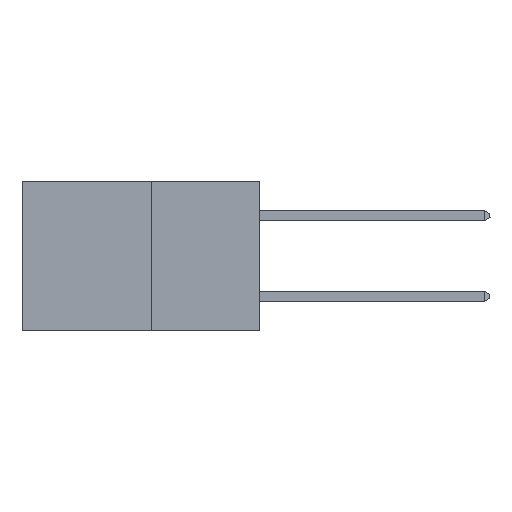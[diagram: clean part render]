
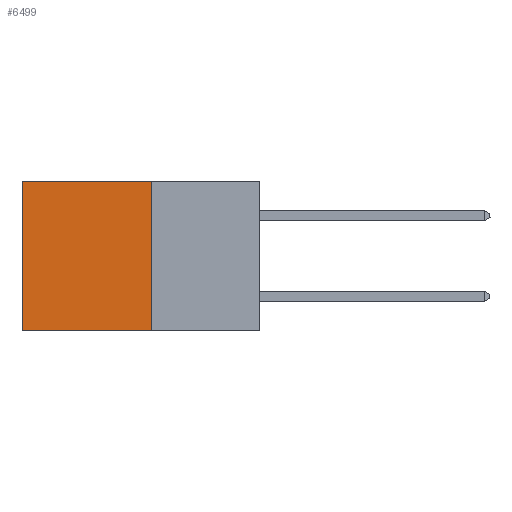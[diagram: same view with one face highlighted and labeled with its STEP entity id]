
A CAD part, left-side view. The second image highlights one B-rep face of the part: STEP entity #6499.
In plain terms, the highlighted planar face has unit normal (-1, 0, 0).
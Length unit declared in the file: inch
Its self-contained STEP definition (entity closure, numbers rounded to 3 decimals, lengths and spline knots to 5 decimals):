
#105 = LINE ( 'NONE', #20893, #14293 ) ;
#258 = CARTESIAN_POINT ( 'NONE',  ( 0.277, 0.27, -0.37 ) ) ;
#4491 = ORIENTED_EDGE ( 'NONE', *, *, #5756, .T. ) ;
#4839 = CARTESIAN_POINT ( 'NONE',  ( 0.277, 0.59, -0.37 ) ) ;
#5072 = VECTOR ( 'NONE', #16947, 39.37008 ) ;
#5176 = CARTESIAN_POINT ( 'NONE',  ( 0.277, 0.59, -0.37 ) ) ;
#5350 = FACE_OUTER_BOUND ( 'NONE', #7501, .T. ) ;
#5756 = EDGE_CURVE ( 'NONE', #7515, #18817, #10416, .T. ) ;
#6499 = ADVANCED_FACE ( 'NONE', ( #5350 ), #6992, .F. ) ;
#6790 = DIRECTION ( 'NONE',  ( 0., 0., -1. ) ) ;
#6992 = PLANE ( 'NONE',  #16236 ) ;
#7501 = EDGE_LOOP ( 'NONE', ( #4491, #13143, #23320, #19312 ) ) ;
#7515 = VERTEX_POINT ( 'NONE', #20797 ) ;
#9022 = DIRECTION ( 'NONE',  ( 0., 0., -1. ) ) ;
#9049 = VECTOR ( 'NONE', #16404, 39.37008 ) ;
#9464 = EDGE_CURVE ( 'NONE', #19180, #10849, #105, .T. ) ;
#10416 = LINE ( 'NONE', #4839, #5072 ) ;
#10849 = VERTEX_POINT ( 'NONE', #16221 ) ;
#10907 = EDGE_CURVE ( 'NONE', #10849, #18817, #15788, .T. ) ;
#13143 = ORIENTED_EDGE ( 'NONE', *, *, #10907, .F. ) ;
#14293 = VECTOR ( 'NONE', #6790, 39.37008 ) ;
#15018 = CARTESIAN_POINT ( 'NONE',  ( 0.277, 0.27, -0.37 ) ) ;
#15148 = VECTOR ( 'NONE', #18453, 39.37008 ) ;
#15788 = LINE ( 'NONE', #258, #15148 ) ;
#16221 = CARTESIAN_POINT ( 'NONE',  ( 0.277, 0.27, -0.37 ) ) ;
#16236 = AXIS2_PLACEMENT_3D ( 'NONE', #15018, #21089, #9022 ) ;
#16404 = DIRECTION ( 'NONE',  ( 0., 1., 0. ) ) ;
#16947 = DIRECTION ( 'NONE',  ( 0., 0., -1. ) ) ;
#18453 = DIRECTION ( 'NONE',  ( 0., 1., 0. ) ) ;
#18817 = VERTEX_POINT ( 'NONE', #5176 ) ;
#19180 = VERTEX_POINT ( 'NONE', #19644 ) ;
#19312 = ORIENTED_EDGE ( 'NONE', *, *, #25294, .T. ) ;
#19644 = CARTESIAN_POINT ( 'NONE',  ( 0.277, 0.27, 0. ) ) ;
#20797 = CARTESIAN_POINT ( 'NONE',  ( 0.277, 0.59, 0. ) ) ;
#20893 = CARTESIAN_POINT ( 'NONE',  ( 0.277, 0.27, -0.37 ) ) ;
#21089 = DIRECTION ( 'NONE',  ( 1., 0., 0. ) ) ;
#23320 = ORIENTED_EDGE ( 'NONE', *, *, #9464, .F. ) ;
#24364 = CARTESIAN_POINT ( 'NONE',  ( 0.277, 0.27, 0. ) ) ;
#25091 = LINE ( 'NONE', #24364, #9049 ) ;
#25294 = EDGE_CURVE ( 'NONE', #19180, #7515, #25091, .T. ) ;
